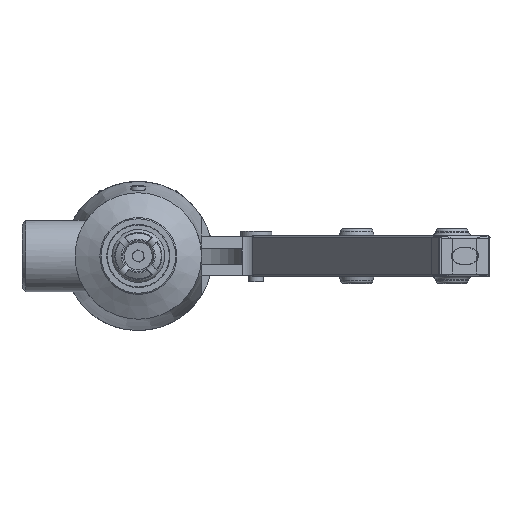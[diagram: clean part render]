
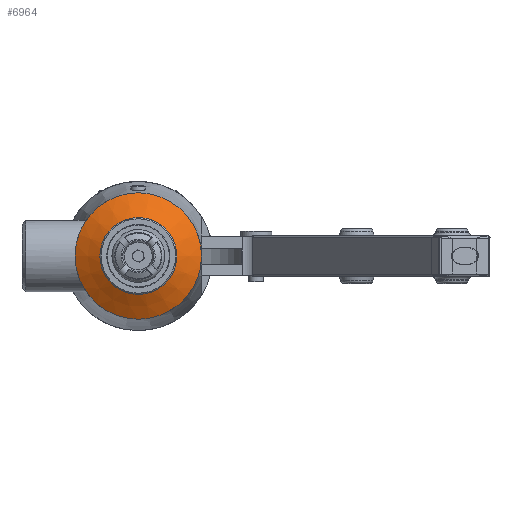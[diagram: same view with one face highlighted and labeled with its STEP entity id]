
A CAD part, left-side view. The second image highlights one B-rep face of the part: STEP entity #6964.
In plain terms, the highlighted conical face has half-angle 60 degrees and reference radius 10.827 mm.
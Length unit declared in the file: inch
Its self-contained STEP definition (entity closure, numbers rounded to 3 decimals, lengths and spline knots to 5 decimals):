
#630=FACE_OUTER_BOUND('',#1040,.T.);
#1040=EDGE_LOOP('',(#4976,#4977,#4978,#4979,#4980,#4981));
#1540=CIRCLE('',#7534,0.3225);
#1541=CIRCLE('',#7535,0.3225);
#1542=CIRCLE('',#7538,0.53);
#1543=CIRCLE('',#7539,0.53);
#1938=LINE('',#11162,#2386);
#2386=VECTOR('',#8767,0.42625);
#2924=VERTEX_POINT('',#11150);
#2925=VERTEX_POINT('',#11151);
#2926=VERTEX_POINT('',#11158);
#2927=VERTEX_POINT('',#11159);
#3684=EDGE_CURVE('',#2924,#2925,#1540,.T.);
#3685=EDGE_CURVE('',#2925,#2924,#1541,.T.);
#3688=EDGE_CURVE('',#2926,#2927,#1542,.T.);
#3689=EDGE_CURVE('',#2927,#2926,#1543,.T.);
#3690=EDGE_CURVE('',#2927,#2925,#1938,.T.);
#4976=ORIENTED_EDGE('',*,*,#3688,.F.);
#4977=ORIENTED_EDGE('',*,*,#3689,.F.);
#4978=ORIENTED_EDGE('',*,*,#3690,.T.);
#4979=ORIENTED_EDGE('',*,*,#3685,.T.);
#4980=ORIENTED_EDGE('',*,*,#3684,.T.);
#4981=ORIENTED_EDGE('',*,*,#3690,.F.);
#6409=CONICAL_SURFACE('',#7537,0.42625,1.047);
#6964=ADVANCED_FACE('',(#630),#6409,.T.);
#7534=AXIS2_PLACEMENT_3D('',#11152,#8753,#8754);
#7535=AXIS2_PLACEMENT_3D('',#11153,#8755,#8756);
#7537=AXIS2_PLACEMENT_3D('',#11157,#8761,#8762);
#7538=AXIS2_PLACEMENT_3D('',#11160,#8763,#8764);
#7539=AXIS2_PLACEMENT_3D('',#11161,#8765,#8766);
#8753=DIRECTION('center_axis',(1.,0.,0.));
#8754=DIRECTION('ref_axis',(0.,-0.001,-1.));
#8755=DIRECTION('center_axis',(1.,0.,0.));
#8756=DIRECTION('ref_axis',(0.,-0.001,-1.));
#8761=DIRECTION('center_axis',(1.,0.,0.));
#8762=DIRECTION('ref_axis',(0.,1.,-0.001));
#8763=DIRECTION('center_axis',(1.,0.,0.));
#8764=DIRECTION('ref_axis',(0.,-0.001,-1.));
#8765=DIRECTION('center_axis',(1.,0.,0.));
#8766=DIRECTION('ref_axis',(0.,-0.001,-1.));
#8767=DIRECTION('',(-0.5,0.866,-0.001));
#11150=CARTESIAN_POINT('',(-2.20387,0.36507,-0.00039));
#11151=CARTESIAN_POINT('',(-2.20387,-0.27992,0.00039));
#11152=CARTESIAN_POINT('Origin',(-2.20387,0.04257,0.));
#11153=CARTESIAN_POINT('Origin',(-2.20387,0.04257,0.));
#11157=CARTESIAN_POINT('Origin',(-2.14397,0.04257,0.));
#11158=CARTESIAN_POINT('',(-2.08407,0.57257,-0.00063));
#11159=CARTESIAN_POINT('',(-2.08407,-0.48742,0.00063));
#11160=CARTESIAN_POINT('Origin',(-2.08407,0.04257,0.));
#11161=CARTESIAN_POINT('Origin',(-2.08407,0.04257,0.));
#11162=CARTESIAN_POINT('',(-2.14397,-0.38367,0.00051));
